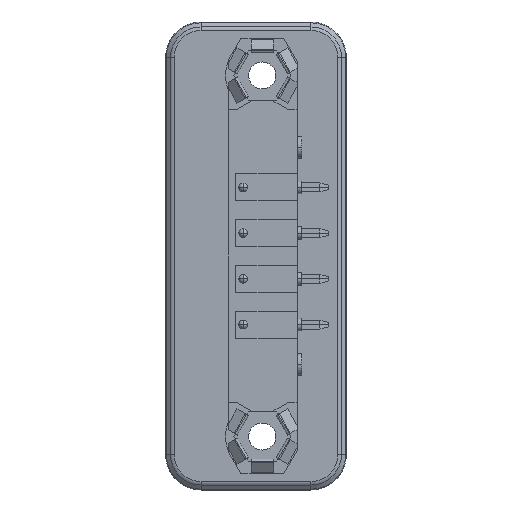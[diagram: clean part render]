
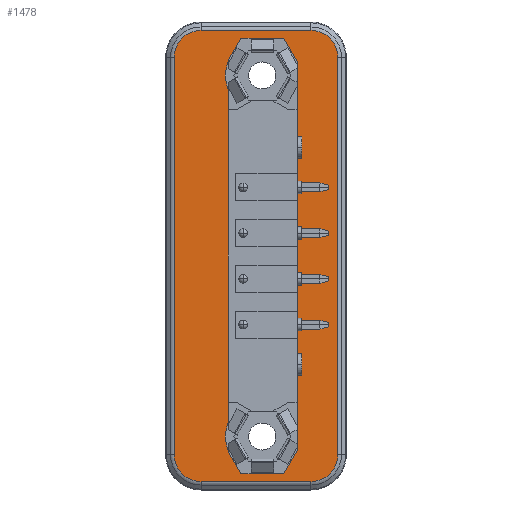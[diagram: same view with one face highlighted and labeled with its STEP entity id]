
A CAD part, left-side view. The second image highlights one B-rep face of the part: STEP entity #1478.
In plain terms, the highlighted planar face has unit normal (-1, 0, 0).
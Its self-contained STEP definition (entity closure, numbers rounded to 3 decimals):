
#1478=ADVANCED_FACE('',(#3094,#3095),#3096,.T.);
#3094=FACE_OUTER_BOUND('',#4802,.T.);
#3095=FACE_BOUND('',#4803,.T.);
#3096=PLANE('',#4804);
#4802=EDGE_LOOP('',(#9049,#9050,#9051,#9052,#9053,#9054,#9055,#9056));
#4803=EDGE_LOOP('',(#9057,#9058,#9059,#9060,#9061,#9062,#9063,#9064,#9065,#9066,#9067,#9068));
#4804=AXIS2_PLACEMENT_3D('',#9069,#9070,#9071);
#9049=ORIENTED_EDGE('',*,*,#11491,.F.);
#9050=ORIENTED_EDGE('',*,*,#10820,.T.);
#9051=ORIENTED_EDGE('',*,*,#11573,.T.);
#9052=ORIENTED_EDGE('',*,*,#9968,.T.);
#9053=ORIENTED_EDGE('',*,*,#10125,.F.);
#9054=ORIENTED_EDGE('',*,*,#11087,.F.);
#9055=ORIENTED_EDGE('',*,*,#10379,.F.);
#9056=ORIENTED_EDGE('',*,*,#10584,.F.);
#9057=ORIENTED_EDGE('',*,*,#10797,.T.);
#9058=ORIENTED_EDGE('',*,*,#10975,.F.);
#9059=ORIENTED_EDGE('',*,*,#10450,.F.);
#9060=ORIENTED_EDGE('',*,*,#11250,.F.);
#9061=ORIENTED_EDGE('',*,*,#11570,.F.);
#9062=ORIENTED_EDGE('',*,*,#11574,.F.);
#9063=ORIENTED_EDGE('',*,*,#11098,.T.);
#9064=ORIENTED_EDGE('',*,*,#11273,.F.);
#9065=ORIENTED_EDGE('',*,*,#10118,.F.);
#9066=ORIENTED_EDGE('',*,*,#11414,.F.);
#9067=ORIENTED_EDGE('',*,*,#11505,.F.);
#9068=ORIENTED_EDGE('',*,*,#11494,.T.);
#9069=CARTESIAN_POINT('',(-1.158,13.348,-30.15));
#9070=DIRECTION('',(-1.0,0.0,0.0));
#9071=DIRECTION('',(0.0,0.0,1.0));
#9968=EDGE_CURVE('',#11877,#11878,#11879,.T.);
#10118=EDGE_CURVE('',#12145,#12141,#12147,.T.);
#10125=EDGE_CURVE('',#12158,#11878,#12159,.T.);
#10379=EDGE_CURVE('',#12579,#12582,#12583,.T.);
#10450=EDGE_CURVE('',#12696,#12697,#12698,.T.);
#10584=EDGE_CURVE('',#12908,#12579,#12910,.T.);
#10797=EDGE_CURVE('',#13219,#13220,#13221,.T.);
#10820=EDGE_CURVE('',#13259,#13256,#13260,.T.);
#10975=EDGE_CURVE('',#12697,#13220,#13464,.T.);
#11087=EDGE_CURVE('',#12582,#12158,#13611,.T.);
#11098=EDGE_CURVE('',#13626,#13624,#13627,.T.);
#11250=EDGE_CURVE('',#13821,#12696,#13822,.T.);
#11273=EDGE_CURVE('',#12141,#13624,#13849,.T.);
#11414=EDGE_CURVE('',#14004,#12145,#14006,.T.);
#11491=EDGE_CURVE('',#13259,#12908,#14090,.T.);
#11494=EDGE_CURVE('',#14092,#13219,#14094,.T.);
#11505=EDGE_CURVE('',#14092,#14004,#14106,.T.);
#11570=EDGE_CURVE('',#14174,#13821,#14175,.T.);
#11573=EDGE_CURVE('',#13256,#11877,#14178,.T.);
#11574=EDGE_CURVE('',#13626,#14174,#14179,.T.);
#11877=VERTEX_POINT('',#14548);
#11878=VERTEX_POINT('',#14549);
#11879=CIRCLE('',#14550,3.0);
#12141=VERTEX_POINT('',#14907);
#12145=VERTEX_POINT('',#14913);
#12147=LINE('',#14916,#14917);
#12158=VERTEX_POINT('',#14932);
#12159=LINE('',#14933,#14934);
#12579=VERTEX_POINT('',#15516);
#12582=VERTEX_POINT('',#15520);
#12583=LINE('',#15521,#15522);
#12696=VERTEX_POINT('',#15691);
#12697=VERTEX_POINT('',#15692);
#12698=LINE('',#15693,#15694);
#12908=VERTEX_POINT('',#15974);
#12910=CIRCLE('',#15977,3.0);
#13219=VERTEX_POINT('',#16406);
#13220=VERTEX_POINT('',#16407);
#13221=LINE('',#16408,#16409);
#13256=VERTEX_POINT('',#16456);
#13259=VERTEX_POINT('',#16460);
#13260=CIRCLE('',#16461,3.0);
#13464=CIRCLE('',#16751,4.1);
#13611=CIRCLE('',#16974,3.0);
#13624=VERTEX_POINT('',#16994);
#13626=VERTEX_POINT('',#16997);
#13627=LINE('',#16998,#16999);
#13821=VERTEX_POINT('',#17277);
#13822=LINE('',#17278,#17279);
#13849=LINE('',#17316,#17317);
#14004=VERTEX_POINT('',#17535);
#14006=LINE('',#17538,#17539);
#14090=LINE('',#17670,#17671);
#14092=VERTEX_POINT('',#17673);
#14094=CIRCLE('',#17676,4.1);
#14106=LINE('',#17692,#17693);
#14174=VERTEX_POINT('',#17780);
#14175=LINE('',#17781,#17782);
#14178=LINE('',#17786,#17787);
#14179=LINE('',#17788,#17789);
#14548=CARTESIAN_POINT('',(-1.158,3.848,-46.055));
#14549=CARTESIAN_POINT('',(-1.158,0.848,-43.055));
#14550=AXIS2_PLACEMENT_3D('',#18056,#18057,#18058);
#14907=CARTESIAN_POINT('',(-1.158,6.863,-45.185));
#14913=CARTESIAN_POINT('',(-1.158,11.632,-45.185));
#14916=CARTESIAN_POINT('',(-1.158,-32.395,-45.185));
#14917=VECTOR('',#18253,1.0);
#14932=CARTESIAN_POINT('',(-1.158,0.848,1.025));
#14933=CARTESIAN_POINT('',(-1.158,0.848,-23.555));
#14934=VECTOR('',#18258,1.0);
#15516=CARTESIAN_POINT('',(-1.158,16.048,4.025));
#15520=CARTESIAN_POINT('',(-1.158,3.848,4.025));
#15521=CARTESIAN_POINT('',(-1.158,-32.395,4.025));
#15522=VECTOR('',#18560,1.0);
#15691=CARTESIAN_POINT('',(-1.158,13.048,0.703));
#15692=CARTESIAN_POINT('',(-1.158,13.048,0.564));
#15693=CARTESIAN_POINT('',(-1.158,13.048,-13.395));
#15694=VECTOR('',#18659,1.0);
#15974=CARTESIAN_POINT('',(-1.158,19.048,1.025));
#15977=AXIS2_PLACEMENT_3D('',#18845,#18846,#18847);
#16406=CARTESIAN_POINT('',(-1.158,13.048,-39.516));
#16407=CARTESIAN_POINT('',(-1.158,13.048,-2.514));
#16408=CARTESIAN_POINT('',(-1.158,13.048,-18.475));
#16409=VECTOR('',#19103,1.0);
#16456=CARTESIAN_POINT('',(-1.158,16.048,-46.055));
#16460=CARTESIAN_POINT('',(-1.158,19.048,-43.055));
#16461=AXIS2_PLACEMENT_3D('',#19138,#19139,#19140);
#16751=AXIS2_PLACEMENT_3D('',#19302,#19303,#19304);
#16974=AXIS2_PLACEMENT_3D('',#19423,#19424,#19425);
#16994=CARTESIAN_POINT('',(-1.158,5.378,-42.612));
#16997=CARTESIAN_POINT('',(-1.158,5.378,0.582));
#16998=CARTESIAN_POINT('',(-1.158,5.378,-23.555));
#16999=VECTOR('',#19434,1.0);
#17277=CARTESIAN_POINT('',(-1.158,11.632,3.155));
#17278=CARTESIAN_POINT('',(-1.158,21.187,-13.395));
#17279=VECTOR('',#19600,1.0);
#17316=CARTESIAN_POINT('',(-1.158,-5.625,-23.555));
#17317=VECTOR('',#19620,1.0);
#17535=CARTESIAN_POINT('',(-1.158,13.048,-42.733));
#17538=CARTESIAN_POINT('',(-1.158,24.12,-23.555));
#17539=VECTOR('',#19745,1.0);
#17670=CARTESIAN_POINT('',(-1.158,19.048,-23.555));
#17671=VECTOR('',#19802,1.0);
#17673=CARTESIAN_POINT('',(-1.158,13.048,-42.594));
#17676=AXIS2_PLACEMENT_3D('',#19804,#19805,#19806);
#17692=CARTESIAN_POINT('',(-1.158,13.048,-23.555));
#17693=VECTOR('',#19814,1.0);
#17780=CARTESIAN_POINT('',(-1.158,6.863,3.155));
#17781=CARTESIAN_POINT('',(-1.158,-32.395,3.155));
#17782=VECTOR('',#19855,1.0);
#17786=CARTESIAN_POINT('',(-1.158,-32.395,-46.055));
#17787=VECTOR('',#19857,1.0);
#17788=CARTESIAN_POINT('',(-1.158,-2.692,-13.395));
#17789=VECTOR('',#19858,1.0);
#18056=CARTESIAN_POINT('',(-1.158,3.848,-43.055));
#18057=DIRECTION('',(-1.0,0.0,0.0));
#18058=DIRECTION('',(0.0,-1.0,0.0));
#18253=DIRECTION('',(0.0,-1.0,0.));
#18258=DIRECTION('',(0.0,0.0,-1.0));
#18560=DIRECTION('',(0.0,-1.0,0.0));
#18659=DIRECTION('',(0.0,0.,-1.0));
#18845=CARTESIAN_POINT('',(-1.158,16.048,1.025));
#18846=DIRECTION('',(1.0,0.0,0.0));
#18847=DIRECTION('',(0.0,-1.0,0.0));
#19103=DIRECTION('',(0.0,0.0,1.0));
#19138=CARTESIAN_POINT('',(-1.158,16.048,-43.055));
#19139=DIRECTION('',(-1.0,0.0,0.0));
#19140=DIRECTION('',(0.0,-1.0,0.0));
#19302=CARTESIAN_POINT('',(-1.158,9.248,-0.975));
#19303=DIRECTION('',(-1.0,0.0,0.0));
#19304=DIRECTION('',(0.0,0.,1.0));
#19423=CARTESIAN_POINT('',(-1.158,3.848,1.025));
#19424=DIRECTION('',(1.0,0.0,0.0));
#19425=DIRECTION('',(0.0,-1.0,0.0));
#19434=DIRECTION('',(0.0,0.0,-1.0));
#19600=DIRECTION('',(0.0,0.5,-0.866));
#19620=DIRECTION('',(0.0,-0.5,0.866));
#19745=DIRECTION('',(0.0,-0.5,-0.866));
#19802=DIRECTION('',(0.0,0.0,1.0));
#19804=CARTESIAN_POINT('',(-1.158,9.248,-41.055));
#19805=DIRECTION('',(1.0,0.0,0.0));
#19806=DIRECTION('',(0.0,0.,-1.0));
#19814=DIRECTION('',(0.0,0.,-1.0));
#19855=DIRECTION('',(0.0,1.0,0.));
#19857=DIRECTION('',(0.0,-1.0,0.0));
#19858=DIRECTION('',(0.0,0.5,0.866));
